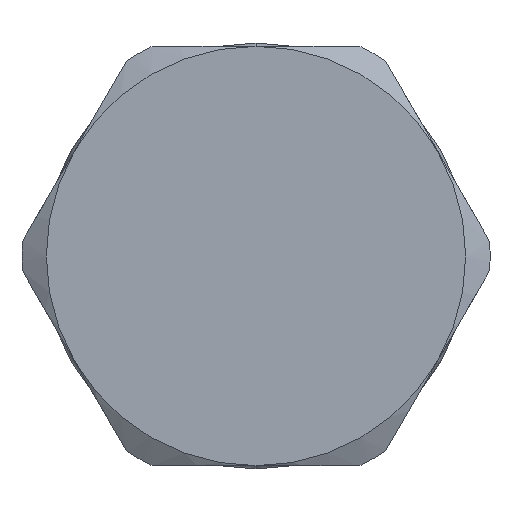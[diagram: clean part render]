
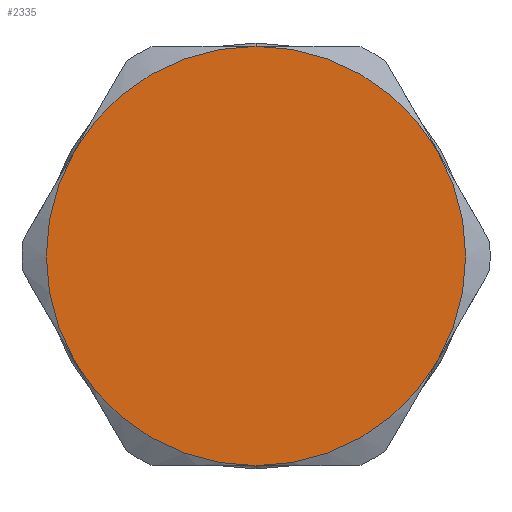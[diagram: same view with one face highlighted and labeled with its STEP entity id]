
A CAD part, left-side view. The second image highlights one B-rep face of the part: STEP entity #2335.
In plain terms, the highlighted planar face has unit normal (-1, 0, 0).
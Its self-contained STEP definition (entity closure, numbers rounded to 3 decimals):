
#12 = EDGE_CURVE ( 'NONE', #2004, #2005, #932, .T. ) ;
#13 = EDGE_CURVE ( 'NONE', #2001, #2004, #943, .T. ) ;
#14 = EDGE_CURVE ( 'NONE', #1996, #2001, #876, .T. ) ;
#15 = EDGE_CURVE ( 'NONE', #2003, #1996, #1048, .T. ) ;
#16 = EDGE_CURVE ( 'NONE', #2003, #1992, #1089, .T. ) ;
#17 = EDGE_CURVE ( 'NONE', #2005, #1992, #780, .T. ) ;
#421 = AXIS2_PLACEMENT_3D ( 'NONE', #1273, #1279, #1302 ) ;
#422 = AXIS2_PLACEMENT_3D ( 'NONE', #1294, #1278, #1309 ) ;
#423 = AXIS2_PLACEMENT_3D ( 'NONE', #1313, #1292, #1314 ) ;
#424 = AXIS2_PLACEMENT_3D ( 'NONE', #1290, #1288, #1272 ) ;
#425 = AXIS2_PLACEMENT_3D ( 'NONE', #1277, #1298, #1289 ) ;
#426 = AXIS2_PLACEMENT_3D ( 'NONE', #1304, #1285, #1312 ) ;
#495 = ORIENTED_EDGE ( 'NONE', *, *, #12, .F. ) ;
#535 = ORIENTED_EDGE ( 'NONE', *, *, #13, .F. ) ;
#576 = ORIENTED_EDGE ( 'NONE', *, *, #17, .F. ) ;
#780 = CIRCLE ( 'NONE', #426, 11.11 ) ;
#868 = ORIENTED_EDGE ( 'NONE', *, *, #16, .T. ) ;
#876 = CIRCLE ( 'NONE', #423, 11.11 ) ;
#893 = ORIENTED_EDGE ( 'NONE', *, *, #14, .F. ) ;
#932 = CIRCLE ( 'NONE', #421, 11.11 ) ;
#943 = CIRCLE ( 'NONE', #422, 11.11 ) ;
#985 = ORIENTED_EDGE ( 'NONE', *, *, #15, .F. ) ;
#1048 = CIRCLE ( 'NONE', #424, 11.11 ) ;
#1089 = CIRCLE ( 'NONE', #425, 11.11 ) ;
#1272 = DIRECTION ( 'NONE',  ( 0., 0., -1. ) ) ;
#1273 = CARTESIAN_POINT ( 'NONE',  ( 0., 0., 0. ) ) ;
#1277 = CARTESIAN_POINT ( 'NONE',  ( 0., 0., 0. ) ) ;
#1278 = DIRECTION ( 'NONE',  ( 1., 0., 0. ) ) ;
#1279 = DIRECTION ( 'NONE',  ( 1., 0., 0. ) ) ;
#1285 = DIRECTION ( 'NONE',  ( 1., 0., 0. ) ) ;
#1288 = DIRECTION ( 'NONE',  ( 1., 0., 0. ) ) ;
#1289 = DIRECTION ( 'NONE',  ( 0., 0., 1. ) ) ;
#1290 = CARTESIAN_POINT ( 'NONE',  ( 0., 0., 0. ) ) ;
#1292 = DIRECTION ( 'NONE',  ( 1., 0., 0. ) ) ;
#1294 = CARTESIAN_POINT ( 'NONE',  ( 0., 0., 0. ) ) ;
#1298 = DIRECTION ( 'NONE',  ( -1., 0., 0. ) ) ;
#1302 = DIRECTION ( 'NONE',  ( 0., 0., -1. ) ) ;
#1304 = CARTESIAN_POINT ( 'NONE',  ( 0., 0., 0. ) ) ;
#1309 = DIRECTION ( 'NONE',  ( 0., 0., -1. ) ) ;
#1312 = DIRECTION ( 'NONE',  ( 0., 0., -1. ) ) ;
#1313 = CARTESIAN_POINT ( 'NONE',  ( 0., 0., 0. ) ) ;
#1314 = DIRECTION ( 'NONE',  ( 0., 0., -1. ) ) ;
#1814 = EDGE_LOOP ( 'NONE', ( #495, #535, #893, #985, #868, #576 ) ) ;
#1992 = VERTEX_POINT ( 'NONE', #5110 ) ;
#1996 = VERTEX_POINT ( 'NONE', #5114 ) ;
#2001 = VERTEX_POINT ( 'NONE', #5119 ) ;
#2003 = VERTEX_POINT ( 'NONE', #5121 ) ;
#2004 = VERTEX_POINT ( 'NONE', #5122 ) ;
#2005 = VERTEX_POINT ( 'NONE', #5123 ) ;
#2335 = ADVANCED_FACE ( 'NONE', ( #4662 ), #7750, .F. ) ;
#2687 = AXIS2_PLACEMENT_3D ( 'NONE', #7748, #7753, #7755 ) ;
#4662 = FACE_OUTER_BOUND ( 'NONE', #1814, .T. ) ;
#5110 = CARTESIAN_POINT ( 'NONE',  ( 0., 9.622, 5.555 ) ) ;
#5114 = CARTESIAN_POINT ( 'NONE',  ( 0., -9.622, 5.555 ) ) ;
#5119 = CARTESIAN_POINT ( 'NONE',  ( 0., -9.622, -5.555 ) ) ;
#5121 = CARTESIAN_POINT ( 'NONE',  ( 0., 0., 11.11 ) ) ;
#5122 = CARTESIAN_POINT ( 'NONE',  ( 0., 0., -11.11 ) ) ;
#5123 = CARTESIAN_POINT ( 'NONE',  ( 0., 9.622, -5.555 ) ) ;
#7748 = CARTESIAN_POINT ( 'NONE',  ( 0., -12.829, 0. ) ) ;
#7750 = PLANE ( 'NONE',  #2687 ) ;
#7753 = DIRECTION ( 'NONE',  ( 1., 0., 0. ) ) ;
#7755 = DIRECTION ( 'NONE',  ( 0., 0., -1. ) ) ;
